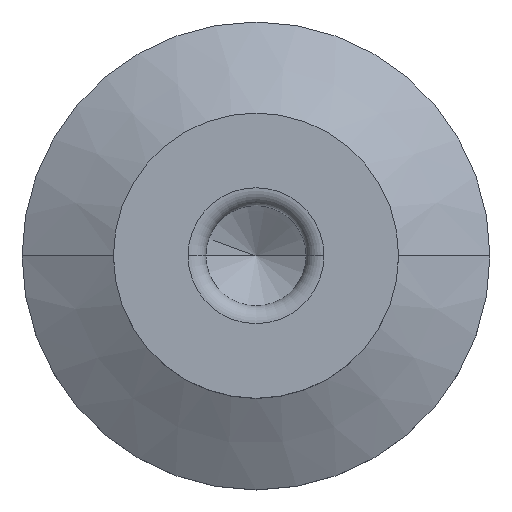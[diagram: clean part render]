
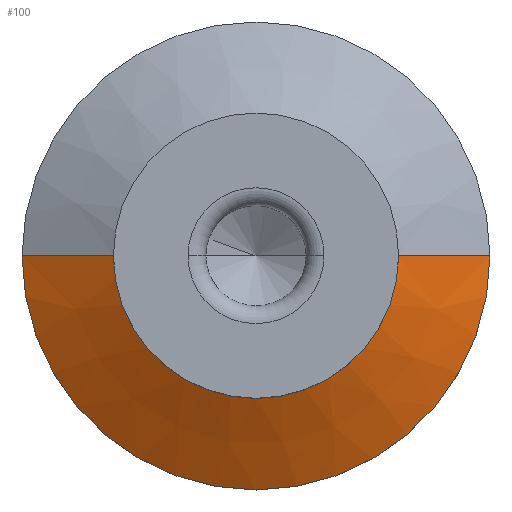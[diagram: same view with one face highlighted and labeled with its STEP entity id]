
A CAD part, top view. The second image highlights one B-rep face of the part: STEP entity #100.
In plain terms, the highlighted conical face has half-angle 60.709 degrees and reference radius 8.45 mm.
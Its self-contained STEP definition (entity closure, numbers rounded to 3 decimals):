
#100=ADVANCED_FACE('',(#260),#261,.T.);
#102=EDGE_CURVE('',#166,#188,#263,.T.);
#108=EDGE_CURVE('',#166,#230,#269,.T.);
#120=EDGE_CURVE('',#230,#150,#281,.T.);
#150=VERTEX_POINT('',#319);
#166=VERTEX_POINT('',#336);
#188=VERTEX_POINT('',#361);
#210=EDGE_CURVE('',#150,#188,#387,.T.);
#230=VERTEX_POINT('',#409);
#260=FACE_OUTER_BOUND('',#432,.T.);
#261=CONICAL_SURFACE('',#433,8.45,1.06);
#263=CIRCLE('',#436,10.5);
#269=LINE('',#445,#446);
#281=CIRCLE('',#461,6.4);
#319=CARTESIAN_POINT('',(-6.4,0.,0.3));
#336=CARTESIAN_POINT('',(10.5,0.,-2.));
#361=CARTESIAN_POINT('',(-10.5,0.,-2.));
#387=LINE('',#592,#593);
#409=CARTESIAN_POINT('',(6.4,0.,0.3));
#432=EDGE_LOOP('',(#638,#639,#640,#641));
#433=AXIS2_PLACEMENT_3D('',#642,#643,#644);
#436=AXIS2_PLACEMENT_3D('',#645,#646,#647);
#445=CARTESIAN_POINT('',(8.45,0.,-0.85));
#446=VECTOR('',#649,1.0);
#461=AXIS2_PLACEMENT_3D('',#656,#657,#658);
#592=CARTESIAN_POINT('',(-8.45,0.,-0.85));
#593=VECTOR('',#816,1.0);
#638=ORIENTED_EDGE('',*,*,#210,.T.);
#639=ORIENTED_EDGE('',*,*,#102,.F.);
#640=ORIENTED_EDGE('',*,*,#108,.T.);
#641=ORIENTED_EDGE('',*,*,#120,.T.);
#642=CARTESIAN_POINT('',(0.0,0.,-0.85));
#643=DIRECTION('',(-0.0,-0.0,-1.0));
#644=DIRECTION('',(-1.0,0.,0.0));
#645=CARTESIAN_POINT('',(0.0,0.,-2.));
#646=DIRECTION('',(-0.0,0.0,-1.0));
#647=DIRECTION('',(-1.0,0.,0.0));
#649=DIRECTION('',(-0.872,0.,0.489));
#656=CARTESIAN_POINT('',(0.0,0.,0.3));
#657=DIRECTION('',(-0.0,0.0,-1.0));
#658=DIRECTION('',(-1.0,0.,0.0));
#816=DIRECTION('',(-0.872,0.,-0.489));
